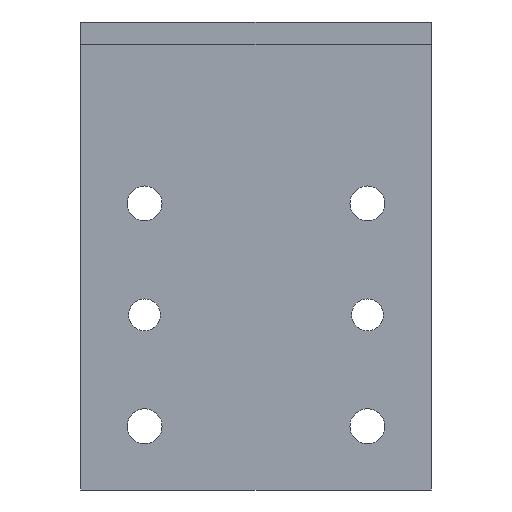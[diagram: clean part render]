
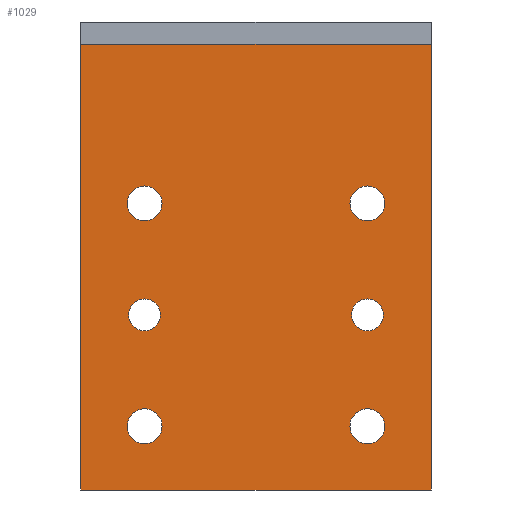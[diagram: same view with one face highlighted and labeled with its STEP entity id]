
A CAD part, front view. The second image highlights one B-rep face of the part: STEP entity #1029.
In plain terms, the highlighted planar face has unit normal (0, -1, 0).
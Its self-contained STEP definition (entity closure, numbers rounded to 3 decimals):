
#73=FACE_BOUND('',#244,.T.);
#74=FACE_BOUND('',#245,.T.);
#75=FACE_BOUND('',#246,.T.);
#76=FACE_BOUND('',#247,.T.);
#77=FACE_BOUND('',#248,.T.);
#78=FACE_BOUND('',#249,.T.);
#91=PLANE('',#1154);
#138=FACE_OUTER_BOUND('',#243,.T.);
#243=EDGE_LOOP('',(#931,#932,#933,#934));
#244=EDGE_LOOP('',(#935));
#245=EDGE_LOOP('',(#936));
#246=EDGE_LOOP('',(#937));
#247=EDGE_LOOP('',(#938));
#248=EDGE_LOOP('',(#939));
#249=EDGE_LOOP('',(#940));
#309=LINE('',#1697,#380);
#319=LINE('',#1717,#390);
#320=LINE('',#1720,#391);
#321=LINE('',#1721,#392);
#380=VECTOR('',#1422,10.);
#390=VECTOR('',#1442,10.);
#391=VECTOR('',#1445,10.);
#392=VECTOR('',#1446,10.);
#406=CIRCLE('',#1065,5.5);
#408=CIRCLE('',#1068,5.5);
#410=CIRCLE('',#1071,5.);
#412=CIRCLE('',#1074,5.5);
#414=CIRCLE('',#1077,5.);
#416=CIRCLE('',#1080,5.5);
#470=VERTEX_POINT('',#1490);
#472=VERTEX_POINT('',#1496);
#474=VERTEX_POINT('',#1502);
#476=VERTEX_POINT('',#1508);
#478=VERTEX_POINT('',#1514);
#480=VERTEX_POINT('',#1520);
#536=VERTEX_POINT('',#1685);
#541=VERTEX_POINT('',#1695);
#546=VERTEX_POINT('',#1715);
#547=VERTEX_POINT('',#1719);
#566=EDGE_CURVE('',#470,#470,#406,.T.);
#569=EDGE_CURVE('',#472,#472,#408,.T.);
#572=EDGE_CURVE('',#474,#474,#410,.T.);
#575=EDGE_CURVE('',#476,#476,#412,.T.);
#578=EDGE_CURVE('',#478,#478,#414,.T.);
#581=EDGE_CURVE('',#480,#480,#416,.T.);
#669=EDGE_CURVE('',#541,#536,#309,.T.);
#679=EDGE_CURVE('',#541,#546,#319,.T.);
#680=EDGE_CURVE('',#547,#546,#320,.T.);
#681=EDGE_CURVE('',#536,#547,#321,.T.);
#931=ORIENTED_EDGE('',*,*,#679,.T.);
#932=ORIENTED_EDGE('',*,*,#680,.F.);
#933=ORIENTED_EDGE('',*,*,#681,.F.);
#934=ORIENTED_EDGE('',*,*,#669,.F.);
#935=ORIENTED_EDGE('',*,*,#566,.T.);
#936=ORIENTED_EDGE('',*,*,#569,.T.);
#937=ORIENTED_EDGE('',*,*,#572,.T.);
#938=ORIENTED_EDGE('',*,*,#575,.T.);
#939=ORIENTED_EDGE('',*,*,#578,.T.);
#940=ORIENTED_EDGE('',*,*,#581,.T.);
#1029=ADVANCED_FACE('',(#138,#73,#74,#75,#76,#77,#78),#91,.T.);
#1065=AXIS2_PLACEMENT_3D('',#1491,#1203,#1204);
#1068=AXIS2_PLACEMENT_3D('',#1497,#1210,#1211);
#1071=AXIS2_PLACEMENT_3D('',#1503,#1217,#1218);
#1074=AXIS2_PLACEMENT_3D('',#1509,#1224,#1225);
#1077=AXIS2_PLACEMENT_3D('',#1515,#1231,#1232);
#1080=AXIS2_PLACEMENT_3D('',#1521,#1238,#1239);
#1154=AXIS2_PLACEMENT_3D('',#1718,#1443,#1444);
#1203=DIRECTION('center_axis',(0.,1.,0.));
#1204=DIRECTION('ref_axis',(1.,0.,0.));
#1210=DIRECTION('center_axis',(0.,1.,0.));
#1211=DIRECTION('ref_axis',(1.,0.,0.));
#1217=DIRECTION('center_axis',(0.,1.,0.));
#1218=DIRECTION('ref_axis',(1.,0.,0.));
#1224=DIRECTION('center_axis',(0.,1.,0.));
#1225=DIRECTION('ref_axis',(1.,0.,0.));
#1231=DIRECTION('center_axis',(0.,1.,0.));
#1232=DIRECTION('ref_axis',(1.,0.,0.));
#1238=DIRECTION('center_axis',(0.,1.,0.));
#1239=DIRECTION('ref_axis',(1.,0.,0.));
#1422=DIRECTION('',(0.,0.,1.));
#1442=DIRECTION('',(1.,0.,0.));
#1443=DIRECTION('center_axis',(0.,-1.,0.));
#1444=DIRECTION('ref_axis',(0.,0.,-1.));
#1445=DIRECTION('',(0.,0.,-1.));
#1446=DIRECTION('',(1.,0.,0.));
#1490=CARTESIAN_POINT('',(29.5,0.,-120.));
#1491=CARTESIAN_POINT('Origin',(35.,0.,-120.));
#1496=CARTESIAN_POINT('',(-40.5,0.,-50.));
#1497=CARTESIAN_POINT('Origin',(-35.,0.,-50.));
#1502=CARTESIAN_POINT('',(30.,0.,-85.));
#1503=CARTESIAN_POINT('Origin',(35.,0.,-85.));
#1508=CARTESIAN_POINT('',(-40.5,0.,-120.));
#1509=CARTESIAN_POINT('Origin',(-35.,0.,-120.));
#1514=CARTESIAN_POINT('',(-40.,0.,-85.));
#1515=CARTESIAN_POINT('Origin',(-35.,0.,-85.));
#1520=CARTESIAN_POINT('',(29.5,0.,-50.));
#1521=CARTESIAN_POINT('Origin',(35.,0.,-50.));
#1685=CARTESIAN_POINT('',(-55.,0.,0.));
#1695=CARTESIAN_POINT('',(-55.,0.,-140.));
#1697=CARTESIAN_POINT('',(-55.,0.,0.));
#1715=CARTESIAN_POINT('',(55.,0.,-140.));
#1717=CARTESIAN_POINT('',(0.,0.,-140.));
#1718=CARTESIAN_POINT('Origin',(0.,0.,0.));
#1719=CARTESIAN_POINT('',(55.,0.,0.));
#1720=CARTESIAN_POINT('',(55.,0.,0.));
#1721=CARTESIAN_POINT('',(0.,0.,0.));
